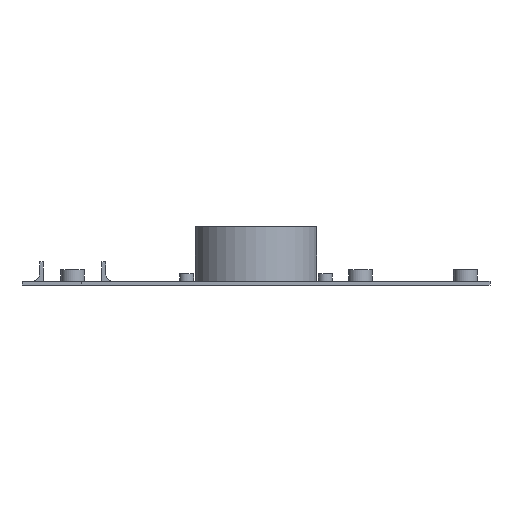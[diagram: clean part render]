
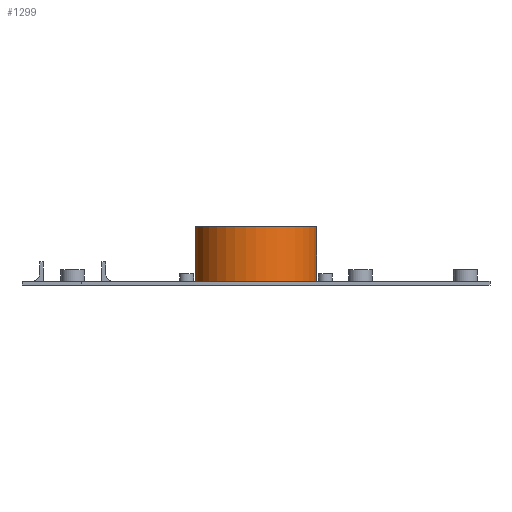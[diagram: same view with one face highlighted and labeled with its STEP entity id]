
A CAD part, front view. The second image highlights one B-rep face of the part: STEP entity #1299.
In plain terms, the highlighted cylindrical face has radius 16 mm (diameter 32 mm), a partial arc.
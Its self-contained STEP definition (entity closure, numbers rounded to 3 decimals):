
#44=CYLINDRICAL_SURFACE('',#1444,16.);
#100=CIRCLE('',#1441,16.);
#101=CIRCLE('',#1443,16.);
#203=FACE_OUTER_BOUND('',#305,.T.);
#305=EDGE_LOOP('',(#1178,#1179,#1180,#1181));
#417=LINE('',#2168,#535);
#423=LINE('',#2180,#541);
#535=VECTOR('',#1800,10.);
#541=VECTOR('',#1808,10.);
#649=VERTEX_POINT('',#2164);
#651=VERTEX_POINT('',#2167);
#654=VERTEX_POINT('',#2174);
#656=VERTEX_POINT('',#2178);
#821=EDGE_CURVE('',#651,#649,#417,.T.);
#827=EDGE_CURVE('',#654,#656,#423,.T.);
#830=EDGE_CURVE('',#649,#654,#100,.T.);
#831=EDGE_CURVE('',#651,#656,#101,.T.);
#1178=ORIENTED_EDGE('',*,*,#821,.T.);
#1179=ORIENTED_EDGE('',*,*,#830,.T.);
#1180=ORIENTED_EDGE('',*,*,#827,.T.);
#1181=ORIENTED_EDGE('',*,*,#831,.F.);
#1299=ADVANCED_FACE('',(#203),#44,.T.);
#1441=AXIS2_PLACEMENT_3D('',#2185,#1817,#1818);
#1443=AXIS2_PLACEMENT_3D('',#2187,#1821,#1822);
#1444=AXIS2_PLACEMENT_3D('',#2188,#1823,#1824);
#1800=DIRECTION('',(0.,0.,-1.));
#1808=DIRECTION('',(0.,0.,1.));
#1817=DIRECTION('center_axis',(0.,0.,1.));
#1818=DIRECTION('ref_axis',(1.,0.,0.));
#1821=DIRECTION('center_axis',(0.,0.,1.));
#1822=DIRECTION('ref_axis',(1.,0.,0.));
#1823=DIRECTION('center_axis',(0.,0.,1.));
#1824=DIRECTION('ref_axis',(1.,0.,0.));
#2164=CARTESIAN_POINT('',(-15.612,-3.5,0.));
#2167=CARTESIAN_POINT('',(-15.612,-3.5,15.));
#2168=CARTESIAN_POINT('',(-15.612,-3.5,0.));
#2174=CARTESIAN_POINT('',(15.612,-3.5,0.));
#2178=CARTESIAN_POINT('',(15.612,-3.5,15.));
#2180=CARTESIAN_POINT('',(15.612,-3.5,0.));
#2185=CARTESIAN_POINT('Origin',(0.,0.,0.));
#2187=CARTESIAN_POINT('Origin',(0.,0.,15.));
#2188=CARTESIAN_POINT('Origin',(0.,0.,0.));
